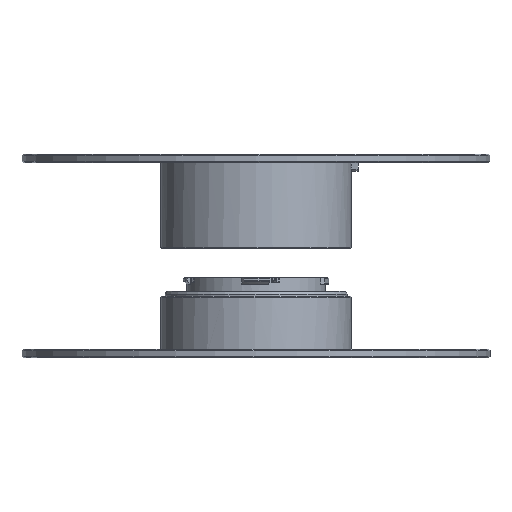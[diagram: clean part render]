
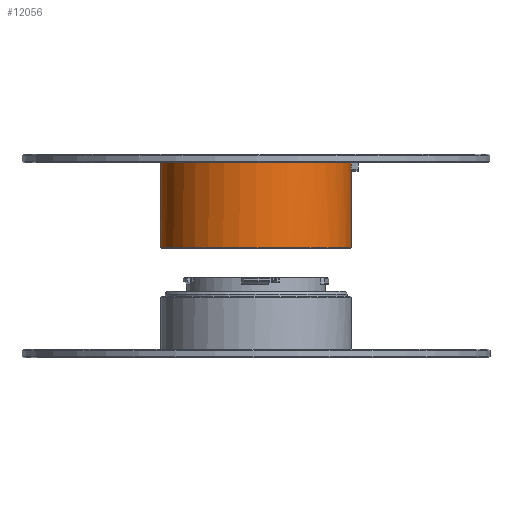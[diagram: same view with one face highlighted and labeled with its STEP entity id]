
A CAD part, front view. The second image highlights one B-rep face of the part: STEP entity #12056.
In plain terms, the highlighted cylindrical face has radius 40.8 mm (diameter 81.6 mm), a full revolution.
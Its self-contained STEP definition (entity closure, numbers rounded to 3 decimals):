
#55=ELLIPSE('',#12732,57.7,40.8);
#56=ELLIPSE('',#12736,57.7,40.8);
#57=ELLIPSE('',#12737,390.324,40.8);
#58=ELLIPSE('',#12739,390.324,40.8);
#152=CYLINDRICAL_SURFACE('',#12733,40.8);
#410=CIRCLE('',#12726,40.8);
#411=CIRCLE('',#12727,40.8);
#415=CIRCLE('',#12734,40.8);
#416=CIRCLE('',#12735,40.8);
#417=CIRCLE('',#12738,40.8);
#418=CIRCLE('',#12740,40.8);
#1214=B_SPLINE_CURVE_WITH_KNOTS('',3,(#24486,#24487,#24488,#24489,#24490,
#24491,#24492,#24493,#24494,#24495),.UNSPECIFIED.,.F.,.F.,(4,2,2,2,4),(-0.291,
-0.264,-0.226,-0.188,-0.151),
 .UNSPECIFIED.);
#1215=B_SPLINE_CURVE_WITH_KNOTS('',3,(#24499,#24500,#24501,#24502,#24503,
#24504,#24505,#24506,#24507,#24508),.UNSPECIFIED.,.F.,.F.,(4,2,2,2,4),(0.312,
0.339,0.377,0.414,0.452),
 .UNSPECIFIED.);
#2041=FACE_OUTER_BOUND('',#2753,.T.);
#2753=EDGE_LOOP('',(#10773,#10774,#10775,#10776,#10777,#10778,#10779,#10780,
#10781,#10782,#10783,#10784,#10785,#10786,#10787,#10788));
#3685=LINE('',#24477,#4637);
#3686=LINE('',#24482,#4638);
#3687=LINE('',#24511,#4639);
#4637=VECTOR('',#14850,40.8);
#4638=VECTOR('',#14855,1.209);
#4639=VECTOR('',#14862,1.209);
#5786=VERTEX_POINT('',#24036);
#5787=VERTEX_POINT('',#24038);
#5790=VERTEX_POINT('',#24044);
#5791=VERTEX_POINT('',#24046);
#5797=VERTEX_POINT('',#24468);
#5798=VERTEX_POINT('',#24474);
#5799=VERTEX_POINT('',#24476);
#5800=VERTEX_POINT('',#24478);
#5801=VERTEX_POINT('',#24481);
#5802=VERTEX_POINT('',#24483);
#5803=VERTEX_POINT('',#24485);
#5804=VERTEX_POINT('',#24496);
#5805=VERTEX_POINT('',#24498);
#5806=VERTEX_POINT('',#24509);
#7474=EDGE_CURVE('',#5786,#5787,#410,.T.);
#7478=EDGE_CURVE('',#5790,#5791,#411,.T.);
#7487=EDGE_CURVE('',#5786,#5797,#55,.T.);
#7488=EDGE_CURVE('',#5798,#5798,#415,.T.);
#7489=EDGE_CURVE('',#5798,#5799,#3685,.T.);
#7490=EDGE_CURVE('',#5800,#5799,#416,.T.);
#7491=EDGE_CURVE('',#5791,#5800,#56,.T.);
#7492=EDGE_CURVE('',#5790,#5801,#3686,.T.);
#7493=EDGE_CURVE('',#5802,#5801,#57,.T.);
#7494=EDGE_CURVE('',#5802,#5803,#1214,.T.);
#7495=EDGE_CURVE('',#5804,#5803,#417,.T.);
#7496=EDGE_CURVE('',#5805,#5804,#1215,.T.);
#7497=EDGE_CURVE('',#5805,#5806,#58,.T.);
#7498=EDGE_CURVE('',#5787,#5806,#3687,.T.);
#7499=EDGE_CURVE('',#5799,#5797,#418,.T.);
#10773=ORIENTED_EDGE('',*,*,#7488,.T.);
#10774=ORIENTED_EDGE('',*,*,#7489,.T.);
#10775=ORIENTED_EDGE('',*,*,#7490,.F.);
#10776=ORIENTED_EDGE('',*,*,#7491,.F.);
#10777=ORIENTED_EDGE('',*,*,#7478,.F.);
#10778=ORIENTED_EDGE('',*,*,#7492,.T.);
#10779=ORIENTED_EDGE('',*,*,#7493,.F.);
#10780=ORIENTED_EDGE('',*,*,#7494,.T.);
#10781=ORIENTED_EDGE('',*,*,#7495,.F.);
#10782=ORIENTED_EDGE('',*,*,#7496,.F.);
#10783=ORIENTED_EDGE('',*,*,#7497,.T.);
#10784=ORIENTED_EDGE('',*,*,#7498,.F.);
#10785=ORIENTED_EDGE('',*,*,#7474,.F.);
#10786=ORIENTED_EDGE('',*,*,#7487,.T.);
#10787=ORIENTED_EDGE('',*,*,#7499,.F.);
#10788=ORIENTED_EDGE('',*,*,#7489,.F.);
#12056=ADVANCED_FACE('',(#2041),#152,.T.);
#12726=AXIS2_PLACEMENT_3D('',#24039,#14826,#14827);
#12727=AXIS2_PLACEMENT_3D('',#24047,#14831,#14832);
#12732=AXIS2_PLACEMENT_3D('',#24472,#14844,#14845);
#12733=AXIS2_PLACEMENT_3D('',#24473,#14846,#14847);
#12734=AXIS2_PLACEMENT_3D('',#24475,#14848,#14849);
#12735=AXIS2_PLACEMENT_3D('',#24479,#14851,#14852);
#12736=AXIS2_PLACEMENT_3D('',#24480,#14853,#14854);
#12737=AXIS2_PLACEMENT_3D('',#24484,#14856,#14857);
#12738=AXIS2_PLACEMENT_3D('',#24497,#14858,#14859);
#12739=AXIS2_PLACEMENT_3D('',#24510,#14860,#14861);
#12740=AXIS2_PLACEMENT_3D('',#24512,#14863,#14864);
#14826=DIRECTION('center_axis',(0.,0.,1.));
#14827=DIRECTION('ref_axis',(0.973,-0.23,0.));
#14831=DIRECTION('center_axis',(0.,0.,1.));
#14832=DIRECTION('ref_axis',(0.999,0.048,0.));
#14844=DIRECTION('center_axis',(0.,0.707,
-0.707));
#14845=DIRECTION('ref_axis',(0.,0.707,0.707));
#14846=DIRECTION('center_axis',(0.,0.,
-1.));
#14847=DIRECTION('ref_axis',(0.,1.,0.));
#14848=DIRECTION('center_axis',(0.,0.,
1.));
#14849=DIRECTION('ref_axis',(0.,1.,0.));
#14850=DIRECTION('',(0.,0.,1.));
#14851=DIRECTION('center_axis',(0.,0.,
1.));
#14852=DIRECTION('ref_axis',(0.,1.,0.));
#14853=DIRECTION('center_axis',(0.,0.707,
0.707));
#14854=DIRECTION('ref_axis',(0.,0.707,-0.707));
#14855=DIRECTION('',(0.,0.,-1.));
#14856=DIRECTION('center_axis',(0.,-0.995,
0.105));
#14857=DIRECTION('ref_axis',(0.,0.105,0.995));
#14858=DIRECTION('center_axis',(0.,0.,1.));
#14859=DIRECTION('ref_axis',(1.,-0.015,0.));
#14860=DIRECTION('center_axis',(0.,-0.995,
-0.105));
#14861=DIRECTION('ref_axis',(0.,0.105,-0.995));
#14862=DIRECTION('',(0.,0.,-1.));
#14863=DIRECTION('center_axis',(0.,0.,
1.));
#14864=DIRECTION('ref_axis',(0.,1.,0.));
#24036=CARTESIAN_POINT('',(39.666,-9.4,85.013));
#24038=CARTESIAN_POINT('',(40.717,-1.955,85.013));
#24039=CARTESIAN_POINT('Origin',(-0.036,0.,
85.013));
#24044=CARTESIAN_POINT('',(40.717,1.955,85.013));
#24046=CARTESIAN_POINT('',(39.666,9.4,85.013));
#24047=CARTESIAN_POINT('Origin',(-0.036,0.,
85.013));
#24468=CARTESIAN_POINT('',(39.416,-10.4,84.013));
#24472=CARTESIAN_POINT('Origin',(-0.036,0.,
94.413));
#24473=CARTESIAN_POINT('Origin',(-0.036,0.,
85.013));
#24474=CARTESIAN_POINT('',(-0.036,-40.8,47.063));
#24475=CARTESIAN_POINT('Origin',(-0.036,0.,
47.063));
#24476=CARTESIAN_POINT('',(-0.036,-40.8,84.013));
#24477=CARTESIAN_POINT('',(-0.036,-40.8,85.013));
#24478=CARTESIAN_POINT('',(39.416,10.4,84.013));
#24479=CARTESIAN_POINT('Origin',(-0.036,0.,
84.013));
#24480=CARTESIAN_POINT('Origin',(-0.036,0.,
94.413));
#24481=CARTESIAN_POINT('',(40.717,1.955,83.805));
#24482=CARTESIAN_POINT('',(40.717,1.955,85.013));
#24483=CARTESIAN_POINT('',(40.732,1.619,80.609));
#24484=CARTESIAN_POINT('Origin',(-0.036,0.,
65.204));
#24485=CARTESIAN_POINT('',(40.759,0.625,79.713));
#24486=CARTESIAN_POINT('Ctrl Pts',(40.732,1.619,80.609));
#24487=CARTESIAN_POINT('Ctrl Pts',(40.732,1.609,80.515));
#24488=CARTESIAN_POINT('Ctrl Pts',(40.733,1.586,80.42));
#24489=CARTESIAN_POINT('Ctrl Pts',(40.736,1.497,80.207));
#24490=CARTESIAN_POINT('Ctrl Pts',(40.739,1.421,80.095));
#24491=CARTESIAN_POINT('Ctrl Pts',(40.745,1.243,79.917));
#24492=CARTESIAN_POINT('Ctrl Pts',(40.748,1.131,79.841));
#24493=CARTESIAN_POINT('Ctrl Pts',(40.755,0.884,79.738));
#24494=CARTESIAN_POINT('Ctrl Pts',(40.757,0.75,79.713));
#24495=CARTESIAN_POINT('Ctrl Pts',(40.759,0.625,79.713));
#24496=CARTESIAN_POINT('',(40.759,-0.625,79.713));
#24497=CARTESIAN_POINT('Origin',(-0.036,0.,
79.713));
#24498=CARTESIAN_POINT('',(40.732,-1.619,80.609));
#24499=CARTESIAN_POINT('Ctrl Pts',(40.732,-1.619,80.609));
#24500=CARTESIAN_POINT('Ctrl Pts',(40.732,-1.609,80.515));
#24501=CARTESIAN_POINT('Ctrl Pts',(40.733,-1.586,80.42));
#24502=CARTESIAN_POINT('Ctrl Pts',(40.736,-1.497,80.207));
#24503=CARTESIAN_POINT('Ctrl Pts',(40.739,-1.421,80.095));
#24504=CARTESIAN_POINT('Ctrl Pts',(40.745,-1.243,79.917));
#24505=CARTESIAN_POINT('Ctrl Pts',(40.748,-1.131,79.841));
#24506=CARTESIAN_POINT('Ctrl Pts',(40.755,-0.884,
79.738));
#24507=CARTESIAN_POINT('Ctrl Pts',(40.757,-0.75,
79.713));
#24508=CARTESIAN_POINT('Ctrl Pts',(40.759,-0.625,
79.713));
#24509=CARTESIAN_POINT('',(40.717,-1.955,83.805));
#24510=CARTESIAN_POINT('Origin',(-0.036,0.,
65.204));
#24511=CARTESIAN_POINT('',(40.717,-1.955,85.013));
#24512=CARTESIAN_POINT('Origin',(-0.036,0.,
84.013));
